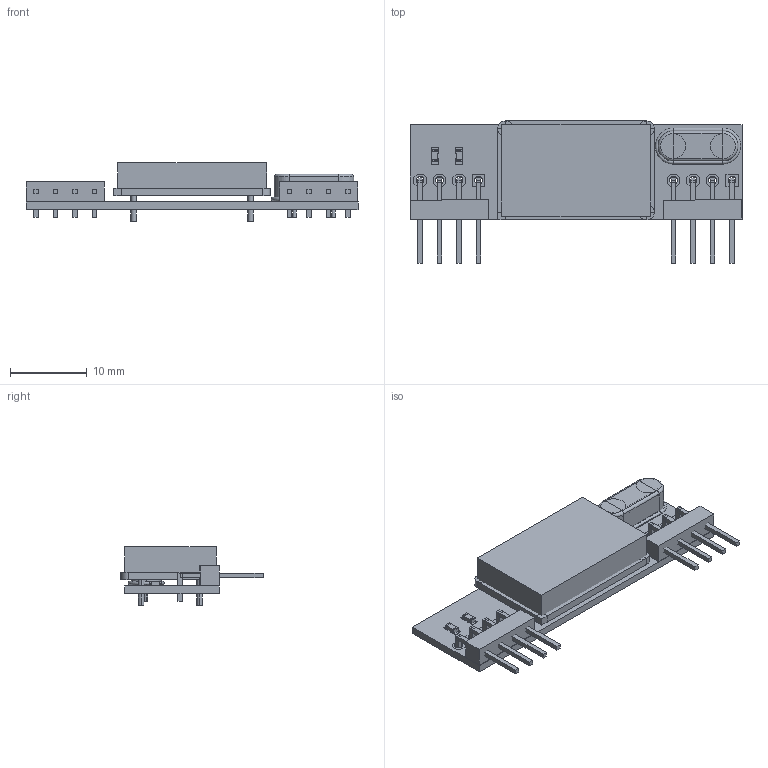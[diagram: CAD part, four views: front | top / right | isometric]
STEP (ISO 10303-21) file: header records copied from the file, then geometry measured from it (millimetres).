
FILE_DESCRIPTION (( 'STEP AP214' ), '1' );
FILE_NAME ('RXB6', '', ( '' ), ( '' ), 'STEP 3.0', 'TARGET 3001!', '' );
FILE_SCHEMA (( 'AUTOMOTIVE_DESIGN' ));
Length unit declared in the file: millimetre
Products named in the file (8): Board; PadsAndTracks_free; K1; K2; Q2; Q3; GEH1; GEH2
Bounding box: 43.24 x 18.52 x 7.58 mm (x, y, z)
Volume: 2399.1 mm3; surface area: 4322.7 mm2
Topology: 87 solids, 87 shells, 668 faces, 1482 edges, 988 vertices
Faces by surface type: plane 542, cylinder 122, torus 4
Entity records: 14928 total; most frequent: ORIENTED_EDGE 2956, DIRECTION 1858, EDGE_CURVE 1478, LINE 1226, VECTOR 1165, CARTESIAN_POINT 1123, VERTEX_POINT 988, EDGE_LOOP 756
